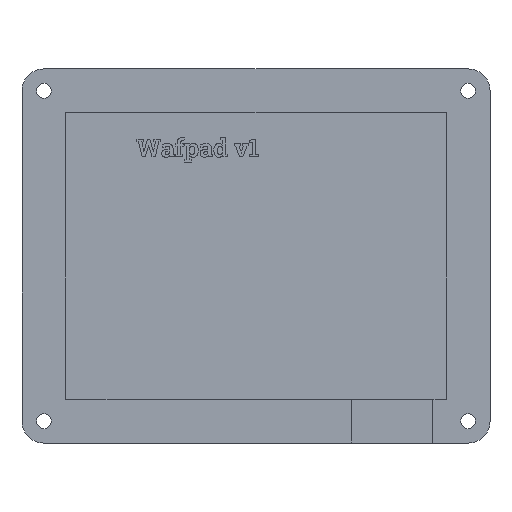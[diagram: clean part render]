
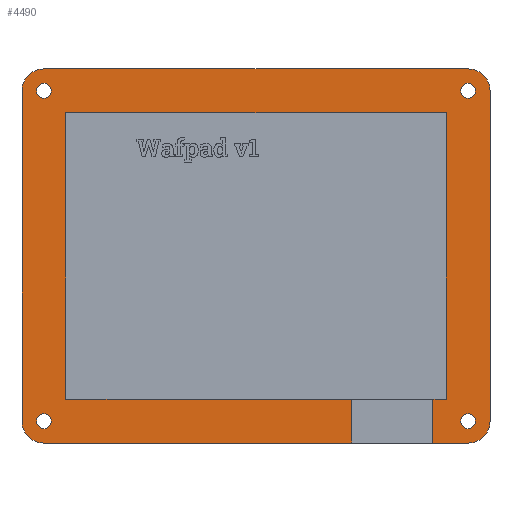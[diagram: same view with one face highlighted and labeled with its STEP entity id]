
A CAD part, top view. The second image highlights one B-rep face of the part: STEP entity #4490.
In plain terms, the highlighted planar face has unit normal (0, 0, 1).
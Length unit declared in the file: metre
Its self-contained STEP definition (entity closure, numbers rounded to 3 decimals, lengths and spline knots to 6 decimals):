
#230=CIRCLE('',#4789,0.005);
#231=CIRCLE('',#4790,0.005);
#232=CIRCLE('',#4791,0.005);
#233=CIRCLE('',#4792,0.005);
#234=CIRCLE('',#4793,0.0017);
#235=CIRCLE('',#4794,0.0017);
#236=CIRCLE('',#4795,0.0017);
#237=CIRCLE('',#4796,0.0017);
#489=ORIENTED_EDGE('',*,*,#1848,.T.);
#490=ORIENTED_EDGE('',*,*,#1849,.T.);
#491=ORIENTED_EDGE('',*,*,#1850,.T.);
#492=ORIENTED_EDGE('',*,*,#1851,.T.);
#493=ORIENTED_EDGE('',*,*,#1852,.F.);
#494=ORIENTED_EDGE('',*,*,#1853,.T.);
#495=ORIENTED_EDGE('',*,*,#1854,.F.);
#496=ORIENTED_EDGE('',*,*,#1855,.T.);
#497=ORIENTED_EDGE('',*,*,#1856,.T.);
#498=ORIENTED_EDGE('',*,*,#1857,.F.);
#499=ORIENTED_EDGE('',*,*,#1858,.F.);
#500=ORIENTED_EDGE('',*,*,#1859,.T.);
#501=ORIENTED_EDGE('',*,*,#1860,.T.);
#502=ORIENTED_EDGE('',*,*,#1861,.F.);
#503=ORIENTED_EDGE('',*,*,#1846,.F.);
#504=ORIENTED_EDGE('',*,*,#1862,.T.);
#505=ORIENTED_EDGE('',*,*,#1863,.F.);
#506=ORIENTED_EDGE('',*,*,#1864,.F.);
#507=ORIENTED_EDGE('',*,*,#1865,.F.);
#508=ORIENTED_EDGE('',*,*,#1866,.F.);
#1846=EDGE_CURVE('',#2525,#2526,#2919,.T.);
#1848=EDGE_CURVE('',#2527,#2528,#2921,.T.);
#1849=EDGE_CURVE('',#2528,#2529,#230,.T.);
#1850=EDGE_CURVE('',#2529,#2530,#2922,.T.);
#1851=EDGE_CURVE('',#2530,#2531,#231,.T.);
#1852=EDGE_CURVE('',#2532,#2531,#2923,.T.);
#1853=EDGE_CURVE('',#2532,#2533,#232,.T.);
#1854=EDGE_CURVE('',#2534,#2533,#2924,.T.);
#1855=EDGE_CURVE('',#2534,#2535,#233,.T.);
#1856=EDGE_CURVE('',#2535,#2536,#2925,.T.);
#1857=EDGE_CURVE('',#2537,#2536,#2926,.T.);
#1858=EDGE_CURVE('',#2538,#2537,#2927,.T.);
#1859=EDGE_CURVE('',#2538,#2539,#2928,.T.);
#1860=EDGE_CURVE('',#2539,#2540,#2929,.T.);
#1861=EDGE_CURVE('',#2526,#2540,#2930,.T.);
#1862=EDGE_CURVE('',#2525,#2527,#2931,.T.);
#1863=EDGE_CURVE('',#2541,#2541,#234,.T.);
#1864=EDGE_CURVE('',#2542,#2542,#235,.T.);
#1865=EDGE_CURVE('',#2543,#2543,#236,.T.);
#1866=EDGE_CURVE('',#2544,#2544,#237,.T.);
#2525=VERTEX_POINT('',#6609);
#2526=VERTEX_POINT('',#6611);
#2527=VERTEX_POINT('',#6615);
#2528=VERTEX_POINT('',#6616);
#2529=VERTEX_POINT('',#6618);
#2530=VERTEX_POINT('',#6620);
#2531=VERTEX_POINT('',#6622);
#2532=VERTEX_POINT('',#6624);
#2533=VERTEX_POINT('',#6626);
#2534=VERTEX_POINT('',#6628);
#2535=VERTEX_POINT('',#6630);
#2536=VERTEX_POINT('',#6632);
#2537=VERTEX_POINT('',#6634);
#2538=VERTEX_POINT('',#6636);
#2539=VERTEX_POINT('',#6638);
#2540=VERTEX_POINT('',#6640);
#2541=VERTEX_POINT('',#6644);
#2542=VERTEX_POINT('',#6646);
#2543=VERTEX_POINT('',#6648);
#2544=VERTEX_POINT('',#6650);
#2919=LINE('',#6610,#3405);
#2921=LINE('',#6614,#3407);
#2922=LINE('',#6619,#3408);
#2923=LINE('',#6623,#3409);
#2924=LINE('',#6627,#3410);
#2925=LINE('',#6631,#3411);
#2926=LINE('',#6633,#3412);
#2927=LINE('',#6635,#3413);
#2928=LINE('',#6637,#3414);
#2929=LINE('',#6639,#3415);
#2930=LINE('',#6641,#3416);
#2931=LINE('',#6642,#3417);
#3405=VECTOR('',#5267,1.);
#3407=VECTOR('',#5271,1.);
#3408=VECTOR('',#5274,1.);
#3409=VECTOR('',#5277,1.);
#3410=VECTOR('',#5280,1.);
#3411=VECTOR('',#5283,1.);
#3412=VECTOR('',#5284,1.);
#3413=VECTOR('',#5285,1.);
#3414=VECTOR('',#5286,1.);
#3415=VECTOR('',#5287,1.);
#3416=VECTOR('',#5288,1.);
#3417=VECTOR('',#5289,1.);
#3791=EDGE_LOOP('',(#489,#490,#491,#492,#493,#494,#495,#496,#497,#498,#499,
#500,#501,#502,#503,#504));
#3792=EDGE_LOOP('',(#505));
#3793=EDGE_LOOP('',(#506));
#3794=EDGE_LOOP('',(#507));
#3795=EDGE_LOOP('',(#508));
#4071=FACE_BOUND('',#3791,.T.);
#4072=FACE_BOUND('',#3792,.T.);
#4073=FACE_BOUND('',#3793,.T.);
#4074=FACE_BOUND('',#3794,.T.);
#4075=FACE_BOUND('',#3795,.T.);
#4335=PLANE('',#4788);
#4490=ADVANCED_FACE('',(#4071,#4072,#4073,#4074,#4075),#4335,.T.);
#4788=AXIS2_PLACEMENT_3D('',#6613,#5269,#5270);
#4789=AXIS2_PLACEMENT_3D('',#6617,#5272,#5273);
#4790=AXIS2_PLACEMENT_3D('',#6621,#5275,#5276);
#4791=AXIS2_PLACEMENT_3D('',#6625,#5278,#5279);
#4792=AXIS2_PLACEMENT_3D('',#6629,#5281,#5282);
#4793=AXIS2_PLACEMENT_3D('',#6643,#5290,#5291);
#4794=AXIS2_PLACEMENT_3D('',#6645,#5292,#5293);
#4795=AXIS2_PLACEMENT_3D('',#6647,#5294,#5295);
#4796=AXIS2_PLACEMENT_3D('',#6649,#5296,#5297);
#5267=DIRECTION('',(1.,0.,0.));
#5269=DIRECTION('',(0.,0.,1.));
#5270=DIRECTION('',(1.,0.,0.));
#5271=DIRECTION('',(1.,0.,0.));
#5272=DIRECTION('',(0.,0.,1.));
#5273=DIRECTION('',(1.,0.,0.));
#5274=DIRECTION('',(0.,1.,0.));
#5275=DIRECTION('',(0.,0.,1.));
#5276=DIRECTION('',(1.,0.,0.));
#5277=DIRECTION('',(1.,0.,0.));
#5278=DIRECTION('',(0.,0.,1.));
#5279=DIRECTION('',(1.,0.,0.));
#5280=DIRECTION('',(0.,1.,0.));
#5281=DIRECTION('',(0.,0.,1.));
#5282=DIRECTION('',(1.,0.,0.));
#5283=DIRECTION('',(1.,0.,0.));
#5284=DIRECTION('',(0.,-1.,0.));
#5285=DIRECTION('',(1.,0.,0.));
#5286=DIRECTION('',(0.,1.,0.));
#5287=DIRECTION('',(1.,0.,0.));
#5288=DIRECTION('',(0.,1.,0.));
#5289=DIRECTION('',(0.,-1.,0.));
#5290=DIRECTION('',(0.,0.,1.));
#5291=DIRECTION('',(1.,0.,0.));
#5292=DIRECTION('',(0.,0.,1.));
#5293=DIRECTION('',(1.,0.,0.));
#5294=DIRECTION('',(0.,0.,1.));
#5295=DIRECTION('',(1.,0.,0.));
#5296=DIRECTION('',(0.,0.,1.));
#5297=DIRECTION('',(1.,0.,0.));
#6609=CARTESIAN_POINT('',(0.03935,-0.03265,0.008));
#6610=CARTESIAN_POINT('',(-0.001,-0.03265,0.008));
#6611=CARTESIAN_POINT('',(0.04235,-0.03265,0.008));
#6613=CARTESIAN_POINT('',(-0.001,0.,0.008));
#6614=CARTESIAN_POINT('',(-0.001,-0.04265,0.008));
#6615=CARTESIAN_POINT('',(0.03935,-0.04265,0.008));
#6616=CARTESIAN_POINT('',(0.04735,-0.04265,0.008));
#6617=CARTESIAN_POINT('',(0.04735,-0.03765,0.008));
#6618=CARTESIAN_POINT('',(0.05235,-0.03765,0.008));
#6619=CARTESIAN_POINT('',(0.05235,0.,0.008));
#6620=CARTESIAN_POINT('',(0.05235,0.03765,0.008));
#6621=CARTESIAN_POINT('',(0.04735,0.03765,0.008));
#6622=CARTESIAN_POINT('',(0.04735,0.04265,0.008));
#6623=CARTESIAN_POINT('',(-0.001,0.04265,0.008));
#6624=CARTESIAN_POINT('',(-0.04935,0.04265,0.008));
#6625=CARTESIAN_POINT('',(-0.04935,0.03765,0.008));
#6626=CARTESIAN_POINT('',(-0.05435,0.03765,0.008));
#6627=CARTESIAN_POINT('',(-0.05435,0.,0.008));
#6628=CARTESIAN_POINT('',(-0.05435,-0.03765,0.008));
#6629=CARTESIAN_POINT('',(-0.04935,-0.03765,0.008));
#6630=CARTESIAN_POINT('',(-0.04935,-0.04265,0.008));
#6631=CARTESIAN_POINT('',(-0.001,-0.04265,0.008));
#6632=CARTESIAN_POINT('',(0.02085,-0.04265,0.008));
#6633=CARTESIAN_POINT('',(0.02085,-0.03765,0.008));
#6634=CARTESIAN_POINT('',(0.02085,-0.03265,0.008));
#6635=CARTESIAN_POINT('',(-0.001,-0.03265,0.008));
#6636=CARTESIAN_POINT('',(-0.04435,-0.03265,0.008));
#6637=CARTESIAN_POINT('',(-0.04435,0.,0.008));
#6638=CARTESIAN_POINT('',(-0.04435,0.03265,0.008));
#6639=CARTESIAN_POINT('',(-0.001,0.03265,0.008));
#6640=CARTESIAN_POINT('',(0.04235,0.03265,0.008));
#6641=CARTESIAN_POINT('',(0.04235,0.,0.008));
#6642=CARTESIAN_POINT('',(0.03935,-0.03765,0.008));
#6643=CARTESIAN_POINT('',(-0.04935,0.03765,0.008));
#6644=CARTESIAN_POINT('',(-0.04765,0.03765,0.008));
#6645=CARTESIAN_POINT('',(0.04735,0.03765,0.008));
#6646=CARTESIAN_POINT('',(0.04905,0.03765,0.008));
#6647=CARTESIAN_POINT('',(0.04735,-0.03765,0.008));
#6648=CARTESIAN_POINT('',(0.04905,-0.03765,0.008));
#6649=CARTESIAN_POINT('',(-0.04935,-0.03765,0.008));
#6650=CARTESIAN_POINT('',(-0.04765,-0.03765,0.008));
